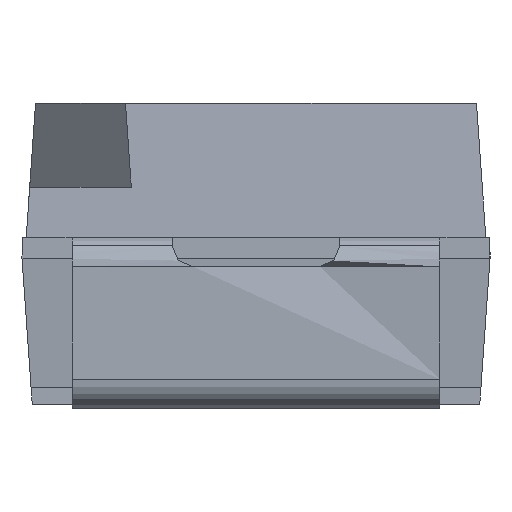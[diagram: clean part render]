
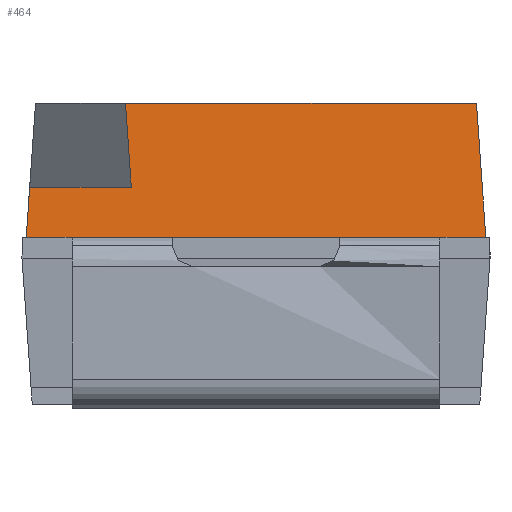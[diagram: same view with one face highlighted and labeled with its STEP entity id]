
A CAD part, front view. The second image highlights one B-rep face of the part: STEP entity #464.
In plain terms, the highlighted planar face has unit normal (0, -0.998, 0.07).
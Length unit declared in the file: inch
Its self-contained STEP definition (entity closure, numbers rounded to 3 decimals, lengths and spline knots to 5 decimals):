
#202 = EDGE_LOOP ( 'NONE', ( #1025, #1026, #1027, #1028, #1029, #1030, #1031, #1032, #1033, #1034 ) ) ;
#320 = VERTEX_POINT ( 'NONE', #1541 ) ;
#322 = VERTEX_POINT ( 'NONE', #1543 ) ;
#325 = VERTEX_POINT ( 'NONE', #1546 ) ;
#326 = VERTEX_POINT ( 'NONE', #1547 ) ;
#331 = VERTEX_POINT ( 'NONE', #1552 ) ;
#332 = VERTEX_POINT ( 'NONE', #1553 ) ;
#334 = VERTEX_POINT ( 'NONE', #1555 ) ;
#335 = VERTEX_POINT ( 'NONE', #1556 ) ;
#339 = VERTEX_POINT ( 'NONE', #1560 ) ;
#340 = VERTEX_POINT ( 'NONE', #1561 ) ;
#464 = ADVANCED_FACE ( 'NONE', ( #1291 ), #1931, .T. ) ;
#564 = EDGE_CURVE ( 'NONE', #326, #320, #2838, .T. ) ;
#566 = EDGE_CURVE ( 'NONE', #334, #335, #2842, .T. ) ;
#567 = EDGE_CURVE ( 'NONE', #320, #322, #2844, .T. ) ;
#568 = EDGE_CURVE ( 'NONE', #322, #325, #2846, .T. ) ;
#569 = EDGE_CURVE ( 'NONE', #335, #331, #2848, .T. ) ;
#570 = EDGE_CURVE ( 'NONE', #325, #332, #2850, .T. ) ;
#573 = EDGE_CURVE ( 'NONE', #340, #332, #2853, .T. ) ;
#574 = EDGE_CURVE ( 'NONE', #331, #326, #2852, .T. ) ;
#581 = EDGE_CURVE ( 'NONE', #339, #334, #2870, .T. ) ;
#584 = EDGE_CURVE ( 'NONE', #339, #340, #2874, .T. ) ;
#668 = AXIS2_PLACEMENT_3D ( 'NONE', #1926, #1936, #1937 ) ;
#1025 = ORIENTED_EDGE ( 'NONE', *, *, #569, .T. ) ;
#1026 = ORIENTED_EDGE ( 'NONE', *, *, #574, .T. ) ;
#1027 = ORIENTED_EDGE ( 'NONE', *, *, #564, .T. ) ;
#1028 = ORIENTED_EDGE ( 'NONE', *, *, #567, .T. ) ;
#1029 = ORIENTED_EDGE ( 'NONE', *, *, #568, .T. ) ;
#1030 = ORIENTED_EDGE ( 'NONE', *, *, #570, .T. ) ;
#1031 = ORIENTED_EDGE ( 'NONE', *, *, #573, .F. ) ;
#1032 = ORIENTED_EDGE ( 'NONE', *, *, #584, .F. ) ;
#1033 = ORIENTED_EDGE ( 'NONE', *, *, #581, .T. ) ;
#1034 = ORIENTED_EDGE ( 'NONE', *, *, #566, .T. ) ;
#1291 = FACE_OUTER_BOUND ( 'NONE', #202, .T. ) ;
#1541 = CARTESIAN_POINT ( 'NONE',  ( -0.01969, -0.06299, -0.0315 ) ) ;
#1543 = CARTESIAN_POINT ( 'NONE',  ( 0.01969, -0.06299, -0.0315 ) ) ;
#1546 = CARTESIAN_POINT ( 'NONE',  ( 0.04331, -0.06299, -0.0315 ) ) ;
#1547 = CARTESIAN_POINT ( 'NONE',  ( -0.04331, -0.06299, -0.0315 ) ) ;
#1552 = CARTESIAN_POINT ( 'NONE',  ( -0.05413, -0.06299, -0.0315 ) ) ;
#1553 = CARTESIAN_POINT ( 'NONE',  ( 0.05413, -0.06299, -0.0315 ) ) ;
#1555 = CARTESIAN_POINT ( 'NONE',  ( -0.02937, -0.06217, -0.01969 ) ) ;
#1556 = CARTESIAN_POINT ( 'NONE',  ( -0.05331, -0.06217, -0.01969 ) ) ;
#1560 = CARTESIAN_POINT ( 'NONE',  ( -0.03075, -0.06079, 0. ) ) ;
#1561 = CARTESIAN_POINT ( 'NONE',  ( 0.05193, -0.06079, 0. ) ) ;
#1926 = CARTESIAN_POINT ( 'NONE',  ( -0.05413, -0.06299, -0.0315 ) ) ;
#1931 = PLANE ( 'NONE',  #668 ) ;
#1936 = DIRECTION ( 'NONE',  ( 0., -0.998, 0.07 ) ) ;
#1937 = DIRECTION ( 'NONE',  ( 0., -0.07, -0.998 ) ) ;
#2551 = CARTESIAN_POINT ( 'NONE',  ( -0.05413, -0.06299, -0.0315 ) ) ;
#2552 = DIRECTION ( 'NONE',  ( 1., 0., 0. ) ) ;
#2554 = CARTESIAN_POINT ( 'NONE',  ( -0.05413, -0.06217, -0.01969 ) ) ;
#2555 = DIRECTION ( 'NONE',  ( -1., 0., 0. ) ) ;
#2556 = CARTESIAN_POINT ( 'NONE',  ( -0.05413, -0.06299, -0.0315 ) ) ;
#2557 = DIRECTION ( 'NONE',  ( 1., 0., 0. ) ) ;
#2558 = CARTESIAN_POINT ( 'NONE',  ( -0.05413, -0.06299, -0.0315 ) ) ;
#2559 = DIRECTION ( 'NONE',  ( 1., 0., 0. ) ) ;
#2560 = CARTESIAN_POINT ( 'NONE',  ( -0.05331, -0.06217, -0.01969 ) ) ;
#2561 = DIRECTION ( 'NONE',  ( -0.07, -0.07, -0.995 ) ) ;
#2562 = CARTESIAN_POINT ( 'NONE',  ( -0.05413, -0.06299, -0.0315 ) ) ;
#2563 = DIRECTION ( 'NONE',  ( 1., 0., 0. ) ) ;
#2564 = CARTESIAN_POINT ( 'NONE',  ( 0.05193, -0.06079, 0. ) ) ;
#2600 = CARTESIAN_POINT ( 'NONE',  ( -0.05413, -0.06299, -0.0315 ) ) ;
#2601 = DIRECTION ( 'NONE',  ( 0.07, -0.07, -0.995 ) ) ;
#2603 = DIRECTION ( 'NONE',  ( 1., 0., 0. ) ) ;
#2617 = CARTESIAN_POINT ( 'NONE',  ( -0.03075, -0.06079, 0. ) ) ;
#2618 = DIRECTION ( 'NONE',  ( 0.07, -0.07, -0.995 ) ) ;
#2655 = CARTESIAN_POINT ( 'NONE',  ( -0.05193, -0.06079, 0. ) ) ;
#2656 = DIRECTION ( 'NONE',  ( 1., 0., 0. ) ) ;
#2838 = LINE ( 'NONE', #2551, #2839 ) ;
#2839 = VECTOR ( 'NONE', #2552, 39.37008 ) ;
#2842 = LINE ( 'NONE', #2554, #2843 ) ;
#2843 = VECTOR ( 'NONE', #2555, 39.37008 ) ;
#2844 = LINE ( 'NONE', #2556, #2845 ) ;
#2845 = VECTOR ( 'NONE', #2557, 39.37008 ) ;
#2846 = LINE ( 'NONE', #2558, #2847 ) ;
#2847 = VECTOR ( 'NONE', #2559, 39.37008 ) ;
#2848 = LINE ( 'NONE', #2560, #2849 ) ;
#2849 = VECTOR ( 'NONE', #2561, 39.37008 ) ;
#2850 = LINE ( 'NONE', #2562, #2851 ) ;
#2851 = VECTOR ( 'NONE', #2563, 39.37008 ) ;
#2852 = LINE ( 'NONE', #2600, #2856 ) ;
#2853 = LINE ( 'NONE', #2564, #2854 ) ;
#2854 = VECTOR ( 'NONE', #2601, 39.37008 ) ;
#2856 = VECTOR ( 'NONE', #2603, 39.37008 ) ;
#2870 = LINE ( 'NONE', #2617, #2871 ) ;
#2871 = VECTOR ( 'NONE', #2618, 39.37008 ) ;
#2874 = LINE ( 'NONE', #2655, #2875 ) ;
#2875 = VECTOR ( 'NONE', #2656, 39.37008 ) ;
